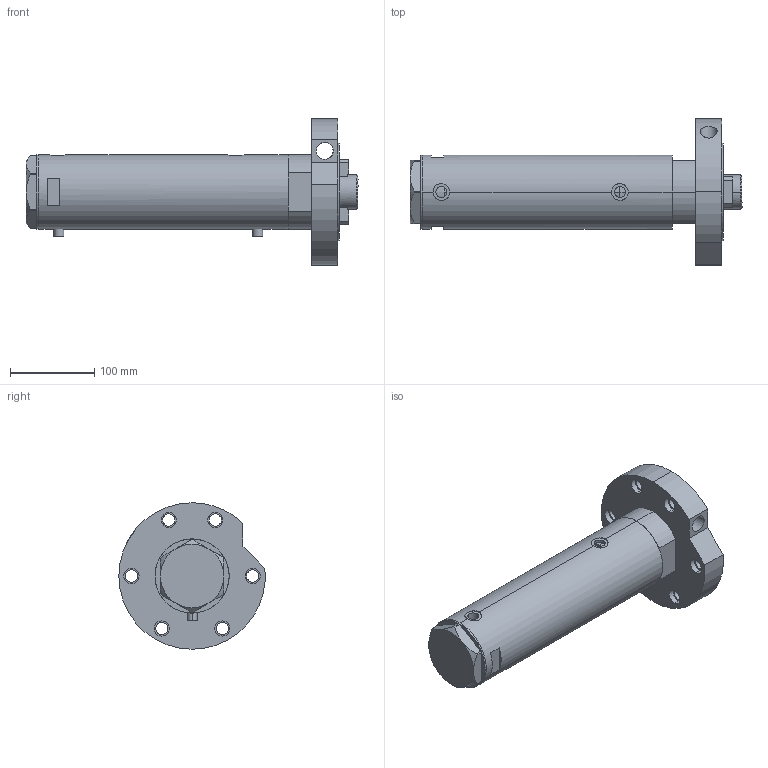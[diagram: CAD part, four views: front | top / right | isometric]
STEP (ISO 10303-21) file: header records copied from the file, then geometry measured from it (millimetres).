
FILE_DESCRIPTION (( 'STEP AP203' ), '1' );
FILE_NAME ('cf92.STEP', '2024-02-11T10:07:58', ( '' ), ( '' ), 'SwSTEP 2.0', 'SolidWorks 2019', '' );
FILE_SCHEMA (( 'CONFIG_CONTROL_DESIGN' ));
Length unit declared in the file: millimetre
Products named in the file (7): cf92; V270CG_MIDDLE 460fb00138342cbf79ed2e35a8f66f1b; V270CG_FRONT 460fb00138342cbf79ed2e35a8f66f1b; V270CG_BACK 460fb00138342cbf79ed2e35a8f66f1b; V270CG_VC 460fb00138342cbf79ed2e35a8f66f1b; V270CG_RF211E 460fb00138342cbf79ed2e35a8f66f1b; V270CG_RF211D 460fb00138342cbf79ed2e35a8f66f1b
Assembly tree (7 placements, depth 2):
  cf92
    V270CG_MIDDLE 460fb00138342cbf79ed2e35a8f66f1b
    V270CG_BACK 460fb00138342cbf79ed2e35a8f66f1b
    V270CG_FRONT 460fb00138342cbf79ed2e35a8f66f1b
    V270CG_VC 460fb00138342cbf79ed2e35a8f66f1b
    V270CG_RF211D 460fb00138342cbf79ed2e35a8f66f1b  x2
    V270CG_RF211E 460fb00138342cbf79ed2e35a8f66f1b
Bounding box: 394.3 x 173.83 x 174 mm (x, y, z)
Volume: 2564415.4 mm3; surface area: 364170.9 mm2
Topology: 7 solids, 7 shells, 205 faces, 478 edges, 303 vertices
Faces by surface type: cylinder 98, plane 87, cone 16, torus 4
Entity records: 6805 total; most frequent: CARTESIAN_POINT 1662, DIRECTION 984, ORIENTED_EDGE 856, EDGE_CURVE 428, AXIS2_PLACEMENT_3D 397, VERTEX_POINT 271, EDGE_LOOP 229, CIRCLE 202
